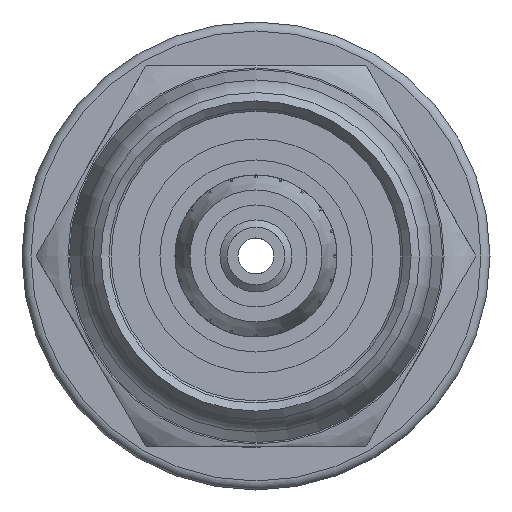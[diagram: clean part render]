
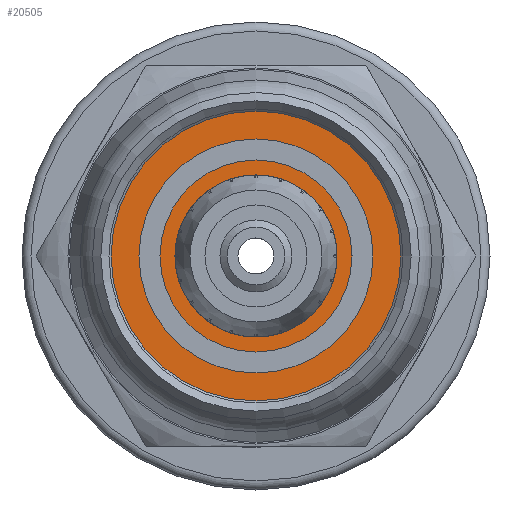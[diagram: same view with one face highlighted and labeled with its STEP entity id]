
A CAD part, left-side view. The second image highlights one B-rep face of the part: STEP entity #20505.
In plain terms, the highlighted planar face has unit normal (-1, 0, 0).
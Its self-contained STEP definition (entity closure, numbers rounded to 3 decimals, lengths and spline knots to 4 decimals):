
#8710=ORIENTED_EDGE('',*,*,#13861,.T.);
#8711=ORIENTED_EDGE('',*,*,#13862,.T.);
#13861=EDGE_CURVE('',#16023,#16023,#16246,.F.);
#13862=EDGE_CURVE('',#16024,#16024,#16247,.T.);
#16023=VERTEX_POINT('',#75738);
#16024=VERTEX_POINT('',#75740);
#16246=CIRCLE('',#31821,2.45);
#16247=CIRCLE('',#31822,1.25);
#17284=EDGE_LOOP('',(#8710));
#17285=EDGE_LOOP('',(#8711));
#18874=FACE_BOUND('',#17284,.T.);
#18875=FACE_BOUND('',#17285,.T.);
#19534=PLANE('',#31820);
#20505=ADVANCED_FACE('',(#18874,#18875),#19534,.F.);
#31820=AXIS2_PLACEMENT_3D('',#75736,#33506,#33507);
#31821=AXIS2_PLACEMENT_3D('',#75737,#33508,#33509);
#31822=AXIS2_PLACEMENT_3D('',#75739,#33510,#33511);
#33506=DIRECTION('',(1.,0.,0.));
#33507=DIRECTION('',(0.,0.,-1.));
#33508=DIRECTION('',(1.,0.,0.));
#33509=DIRECTION('',(0.,0.,-1.));
#33510=DIRECTION('',(1.,0.,0.));
#33511=DIRECTION('',(0.,0.,1.));
#75736=CARTESIAN_POINT('',(-2.65,0.,0.));
#75737=CARTESIAN_POINT('',(-2.65,0.,0.));
#75738=CARTESIAN_POINT('',(-2.65,0.,-2.45));
#75739=CARTESIAN_POINT('',(-2.65,0.,0.));
#75740=CARTESIAN_POINT('',(-2.65,0.,1.25));
